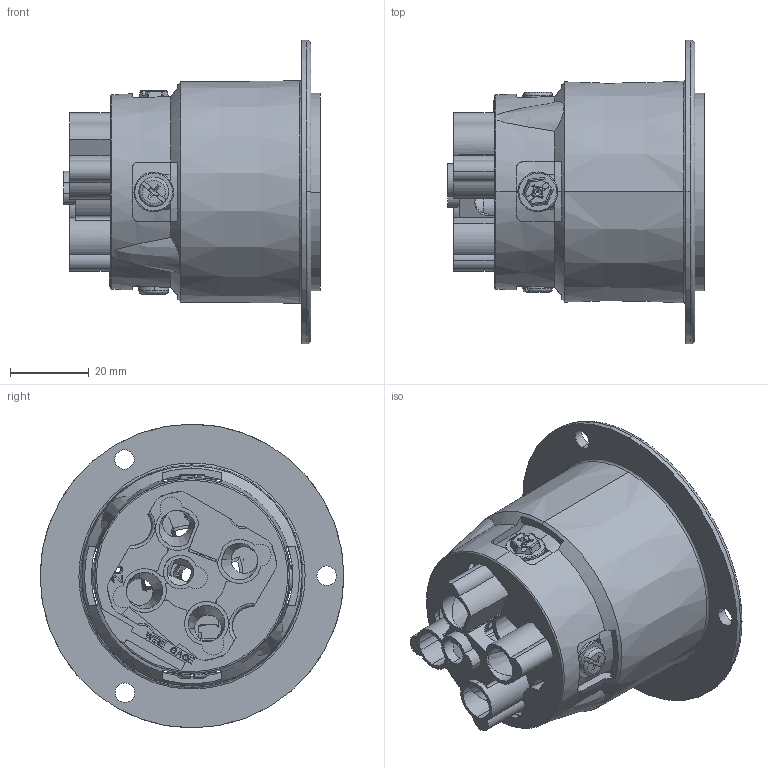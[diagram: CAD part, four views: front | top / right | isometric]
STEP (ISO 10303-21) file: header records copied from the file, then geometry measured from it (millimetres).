
FILE_DESCRIPTION (( 'STEP AP214' ), '1' );
FILE_NAME ('ORC5944-M01.STEP', '2025-01-29T15:41:45', ( '' ), ( '' ), 'SwSTEP 2.0', 'SolidWorks 2024', '' );
FILE_SCHEMA (( 'AUTOMOTIVE_DESIGN' ));
Length unit declared in the file: inch
Products named in the file (1): ORC5944-M01
Bounding box: 65.07 x 76.99 x 76.99 mm (x, y, z)
Surface area: 39853 mm2 (no closed solid volume)
Topology: 0 solids, 15 shells, 1149 faces, 4298 edges, 3086 vertices
Faces by surface type: plane 708, cylinder 248, bspline 129, cone 64
Entity records: 58869 total; most frequent: CARTESIAN_POINT 25478, ORIENTED_EDGE 7115, DIRECTION 5789, EDGE_CURVE 4290, VERTEX_POINT 3086, LINE 2439, VECTOR 2439, AXIS2_PLACEMENT_3D 1675
